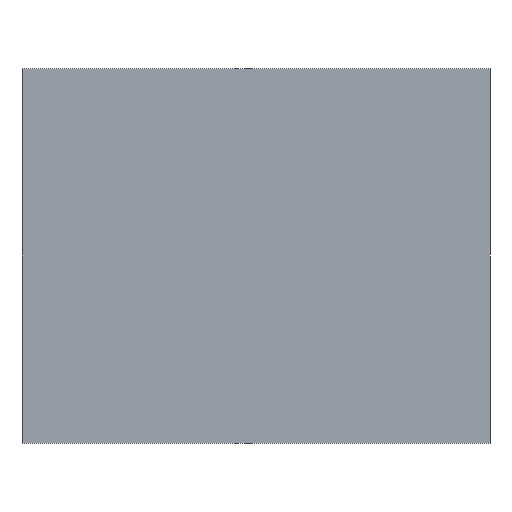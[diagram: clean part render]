
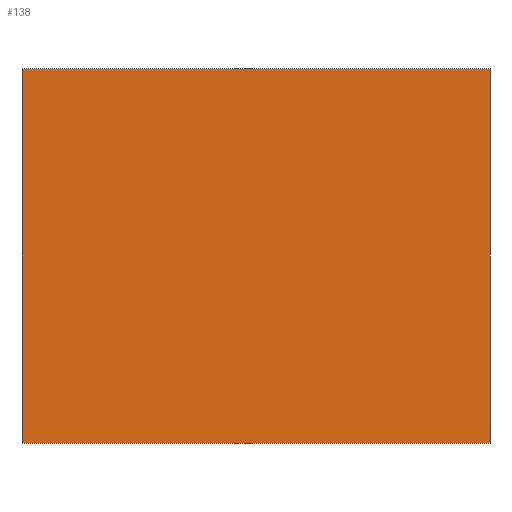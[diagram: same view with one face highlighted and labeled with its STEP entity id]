
A CAD part, front view. The second image highlights one B-rep face of the part: STEP entity #138.
In plain terms, the highlighted planar face has unit normal (0, -1, 0).
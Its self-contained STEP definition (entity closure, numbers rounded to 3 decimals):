
#75=CARTESIAN_POINT('',(50.0,-25.0,80.0));
#76=VERTEX_POINT('',#75);
#83=CARTESIAN_POINT('',(50.0,-25.0,0.0));
#84=VERTEX_POINT('',#83);
#85=CARTESIAN_POINT('',(50.0,-25.0,0.0));
#86=DIRECTION('',(0.0,0.0,1.0));
#87=VECTOR('',#86,80.0);
#88=LINE('',#85,#87);
#89=EDGE_CURVE('',#84,#76,#88,.T.);
#108=CARTESIAN_POINT('',(50.0,-25.0,0.0));
#109=DIRECTION('',(0.0,-1.0,0.0));
#110=DIRECTION('',(0.0,0.0,-1.0));
#111=AXIS2_PLACEMENT_3D('',#108,#109,#110);
#112=PLANE('',#111);
#113=CARTESIAN_POINT('',(-50.0,-25.0,80.0));
#114=VERTEX_POINT('',#113);
#115=CARTESIAN_POINT('',(50.0,-25.0,80.0));
#116=DIRECTION('',(-1.0,0.0,0.0));
#117=VECTOR('',#116,100.0);
#118=LINE('',#115,#117);
#119=EDGE_CURVE('',#76,#114,#118,.T.);
#120=ORIENTED_EDGE('',*,*,#119,.T.);
#121=CARTESIAN_POINT('',(-50.0,-25.0,0.0));
#122=VERTEX_POINT('',#121);
#123=CARTESIAN_POINT('',(-50.0,-25.0,0.0));
#124=DIRECTION('',(0.0,0.0,1.0));
#125=VECTOR('',#124,80.0);
#126=LINE('',#123,#125);
#127=EDGE_CURVE('',#122,#114,#126,.T.);
#128=ORIENTED_EDGE('',*,*,#127,.F.);
#129=CARTESIAN_POINT('',(50.0,-25.0,0.0));
#130=DIRECTION('',(-1.0,0.0,0.0));
#131=VECTOR('',#130,100.0);
#132=LINE('',#129,#131);
#133=EDGE_CURVE('',#84,#122,#132,.T.);
#134=ORIENTED_EDGE('',*,*,#133,.F.);
#135=ORIENTED_EDGE('',*,*,#89,.T.);
#136=EDGE_LOOP('',(#120,#128,#134,#135));
#137=FACE_OUTER_BOUND('',#136,.T.);
#138=ADVANCED_FACE('',(#137),#112,.T.);
